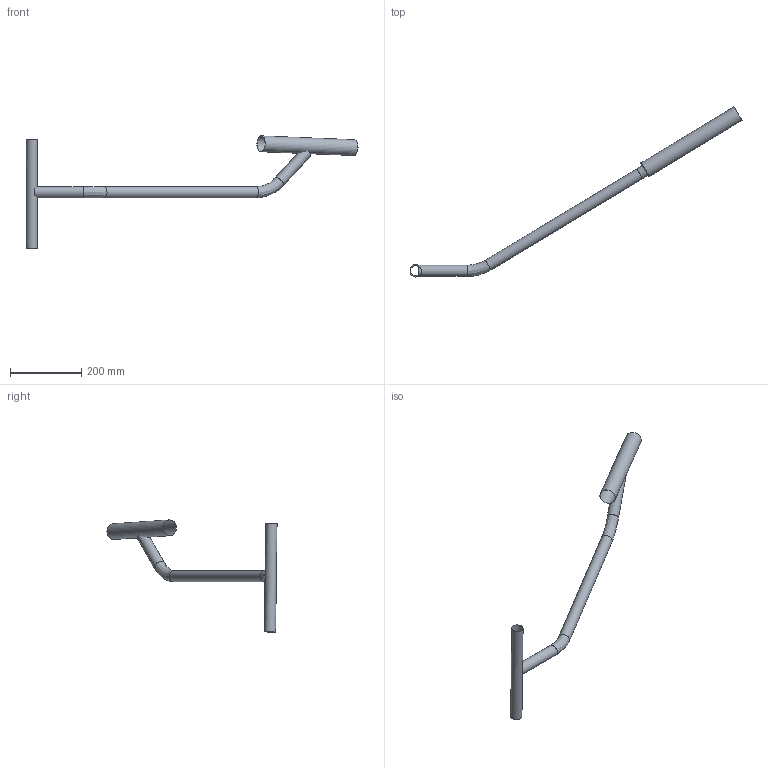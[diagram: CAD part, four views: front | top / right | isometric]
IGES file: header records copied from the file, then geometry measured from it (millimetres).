
Start section: IGES file from PC-DMIS 2/9/2018
Global section: file name: BENT_TO_STRAIGHT_TUBE_SAMPLE.igs; native system: Hexagon.CadGraph May 18 2017; preprocessor: Hexagon.CadGraph May 18 2017; organization: Hexagon; date: 20180209.064123; units: inch
Bounding box: 932.59 x 477.81 x 315.23 mm (x, y, z)
Surface area: 328936.5 mm2 (no closed solid volume)
Topology: 0 solids, 0 shells, 18 faces, 58 edges, 44 vertices
Faces by surface type: extrusion 10, revolution 8
